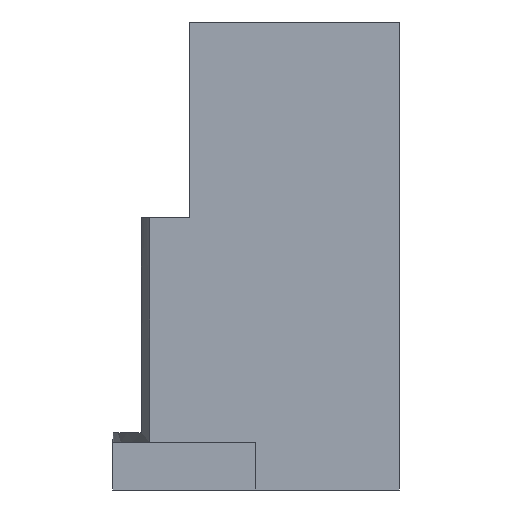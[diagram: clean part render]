
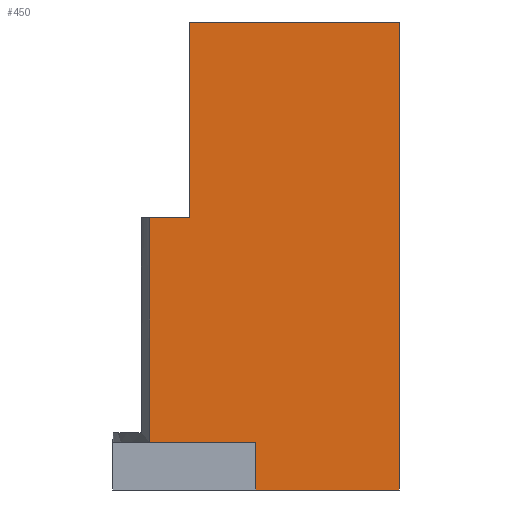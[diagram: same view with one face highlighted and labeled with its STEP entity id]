
A CAD part, left-side view. The second image highlights one B-rep face of the part: STEP entity #450.
In plain terms, the highlighted planar face has unit normal (-1, 0, 0).
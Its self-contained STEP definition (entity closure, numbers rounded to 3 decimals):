
#173=CARTESIAN_POINT('Line Origine',(-15.081,15.24,49.213)) ;
#177=CARTESIAN_POINT('Vertex',(-15.081,15.24,62.23)) ;
#179=CARTESIAN_POINT('Vertex',(-15.081,15.24,36.195)) ;
#219=CARTESIAN_POINT('Vertex',(-15.081,20.438,36.195)) ;
#222=CARTESIAN_POINT('Line Origine',(-15.081,17.839,36.195)) ;
#332=CARTESIAN_POINT('Vertex',(-15.081,20.438,6.35)) ;
#335=CARTESIAN_POINT('Line Origine',(-15.081,20.438,31.115)) ;
#402=CARTESIAN_POINT('Axis2P3D Location',(-15.081,-12.7,0.)) ;
#407=CARTESIAN_POINT('Line Origine',(-15.081,13.394,6.35)) ;
#411=CARTESIAN_POINT('Vertex',(-15.081,6.35,6.35)) ;
#414=CARTESIAN_POINT('Line Origine',(-15.081,6.35,3.175)) ;
#418=CARTESIAN_POINT('Vertex',(-15.081,6.35,0.)) ;
#421=CARTESIAN_POINT('Line Origine',(-15.081,-3.175,0.)) ;
#425=CARTESIAN_POINT('Vertex',(-15.081,-12.7,0.)) ;
#428=CARTESIAN_POINT('Line Origine',(-15.081,-12.7,31.115)) ;
#432=CARTESIAN_POINT('Vertex',(-15.081,-12.7,62.23)) ;
#435=CARTESIAN_POINT('Line Origine',(-15.081,1.27,62.23)) ;
#175=VECTOR('Line Direction',#174,1.) ;
#224=VECTOR('Line Direction',#223,1.) ;
#337=VECTOR('Line Direction',#336,1.) ;
#409=VECTOR('Line Direction',#408,1.) ;
#416=VECTOR('Line Direction',#415,1.) ;
#423=VECTOR('Line Direction',#422,1.) ;
#430=VECTOR('Line Direction',#429,1.) ;
#437=VECTOR('Line Direction',#436,1.) ;
#174=DIRECTION('Vector Direction',(0.,0.,-1.)) ;
#223=DIRECTION('Vector Direction',(0.,-1.,0.)) ;
#336=DIRECTION('Vector Direction',(0.,0.,1.)) ;
#403=DIRECTION('Axis2P3D Direction',(1.,0.,0.)) ;
#404=DIRECTION('Axis2P3D XDirection',(0.,1.,0.)) ;
#408=DIRECTION('Vector Direction',(0.,1.,0.)) ;
#415=DIRECTION('Vector Direction',(0.,0.,1.)) ;
#422=DIRECTION('Vector Direction',(0.,1.,0.)) ;
#429=DIRECTION('Vector Direction',(0.,0.,1.)) ;
#436=DIRECTION('Vector Direction',(0.,-1.,0.)) ;
#405=AXIS2_PLACEMENT_3D('Plane Axis2P3D',#402,#403,#404) ;
#176=LINE('Line',#173,#175) ;
#225=LINE('Line',#222,#224) ;
#338=LINE('Line',#335,#337) ;
#410=LINE('Line',#407,#409) ;
#417=LINE('Line',#414,#416) ;
#424=LINE('Line',#421,#423) ;
#431=LINE('Line',#428,#430) ;
#438=LINE('Line',#435,#437) ;
#406=PLANE('',#405) ;
#181=EDGE_CURVE('',#178,#180,#176,.T.) ;
#226=EDGE_CURVE('',#220,#180,#225,.T.) ;
#339=EDGE_CURVE('',#333,#220,#338,.T.) ;
#413=EDGE_CURVE('',#333,#412,#410,.F.) ;
#420=EDGE_CURVE('',#419,#412,#417,.T.) ;
#427=EDGE_CURVE('',#419,#426,#424,.F.) ;
#434=EDGE_CURVE('',#426,#433,#431,.T.) ;
#439=EDGE_CURVE('',#433,#178,#438,.F.) ;
#441=ORIENTED_EDGE('',*,*,#181,.T.) ;
#442=ORIENTED_EDGE('',*,*,#226,.F.) ;
#443=ORIENTED_EDGE('',*,*,#339,.F.) ;
#444=ORIENTED_EDGE('',*,*,#413,.T.) ;
#445=ORIENTED_EDGE('',*,*,#420,.F.) ;
#446=ORIENTED_EDGE('',*,*,#427,.T.) ;
#447=ORIENTED_EDGE('',*,*,#434,.T.) ;
#448=ORIENTED_EDGE('',*,*,#439,.T.) ;
#440=EDGE_LOOP('',(#441,#442,#443,#444,#445,#446,#447,#448)) ;
#178=VERTEX_POINT('',#177) ;
#180=VERTEX_POINT('',#179) ;
#220=VERTEX_POINT('',#219) ;
#333=VERTEX_POINT('',#332) ;
#412=VERTEX_POINT('',#411) ;
#419=VERTEX_POINT('',#418) ;
#426=VERTEX_POINT('',#425) ;
#433=VERTEX_POINT('',#432) ;
#450=ADVANCED_FACE('pronmt',(#449),#406,.F.) ;
#449=FACE_OUTER_BOUND('',#440,.T.) ;
